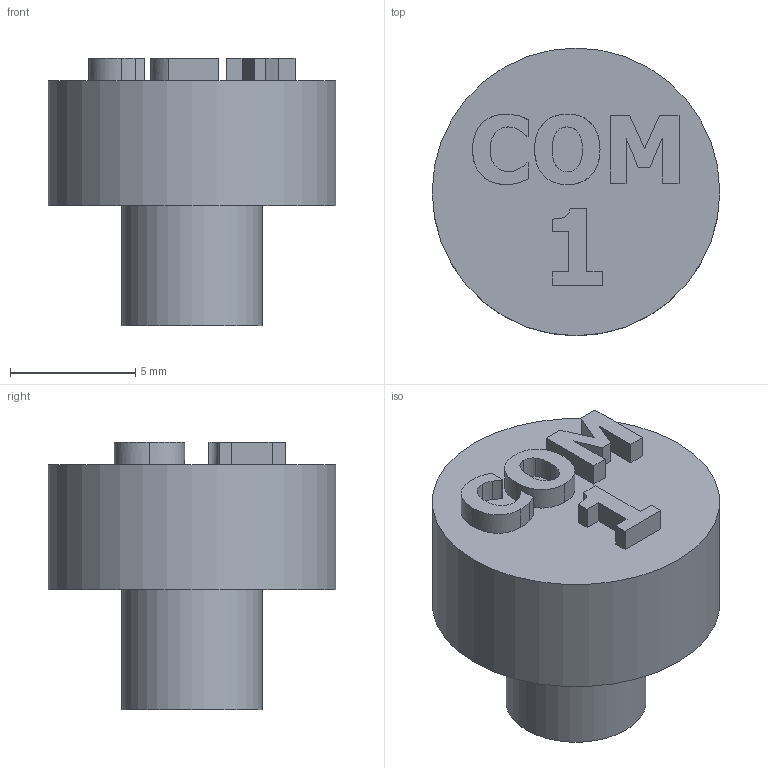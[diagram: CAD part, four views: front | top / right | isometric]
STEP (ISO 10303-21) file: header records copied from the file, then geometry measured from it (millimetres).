
FILE_DESCRIPTION(/* description */ (''),/* implementation_level */ '2;1');
FILE_NAME(/* name */ 'Inventor Designs And STL''s\IPC Com 1 key.stp',/* time_stamp */ '2022-01-09T00:54:26-05:00',/* author */ ('solor'),/* organization */ (''),/* preprocessor_version */ 'ST-DEVELOPER v18.1',/* originating_system */ 'Autodesk Inventor 2022',/* authorisation */ '');
FILE_SCHEMA (('AUTOMOTIVE_DESIGN { 1 0 10303 214 3 1 1 }'));
Length unit declared in the file: millimetre
Products named in the file (1): IPC Com 1 key
Bounding box: 11.5 x 11.5 x 10.7 mm (x, y, z)
Volume: 608.1 mm3; surface area: 599.6 mm2
Topology: 1 solids, 1 shells, 78 faces, 207 edges, 138 vertices
Faces by surface type: plane 48, bspline 28, cylinder 2
Full cylindrical faces by diameter (mm): 5.6 x1, 11.5 x1
Entity records: 2595 total; most frequent: CARTESIAN_POINT 789, ORIENTED_EDGE 414, DIRECTION 257, EDGE_CURVE 207, LINE 147, VECTOR 147, VERTEX_POINT 138, EDGE_LOOP 85
